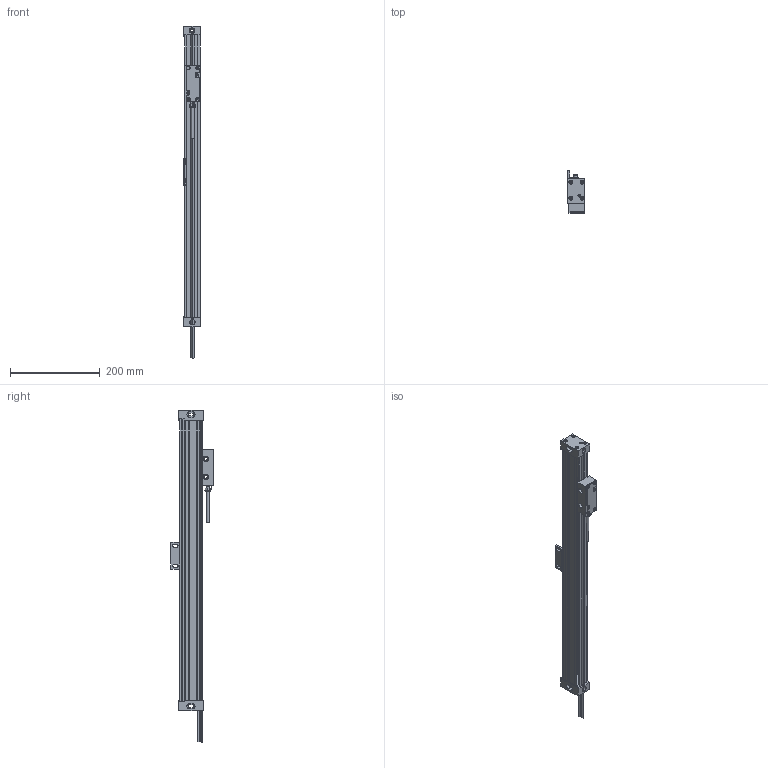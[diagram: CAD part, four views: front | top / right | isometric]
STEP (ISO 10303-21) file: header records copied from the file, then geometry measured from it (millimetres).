
FILE_DESCRIPTION(/* description */ (''),/* implementation_level */ '2;1');
FILE_NAME(/* name */ 'L35T.stp',/* time_stamp */ '2015-03-19T14:09:12+02:00',/* author */ ('EdgarasA'),/* organization */ (''),/* preprocessor_version */ 'ST-DEVELOPER v15.2',/* originating_system */ 'Autodesk Inventor 2014',/* authorisation */ '');
FILE_SCHEMA (('AUTOMOTIVE_DESIGN { 1 0 10303 214 3 1 1 }'));
Length unit declared in the file: millimetre
Products named in the file (1): L35T
Bounding box: 37.1 x 95 x 740 mm (x, y, z)
Surface area: 129463.2 mm2 (no closed solid volume)
Topology: 0 solids, 59 shells, 130 faces, 615 edges, 528 vertices
Faces by surface type: plane 92, cylinder 26, cone 11, torus 1
Full cylindrical faces by diameter (mm): 4.134 x2, 5.5 x1, 8.5 x2, 11 x8
Entity records: 6205 total; most frequent: CARTESIAN_POINT 1353, DIRECTION 931, ORIENTED_EDGE 723, EDGE_CURVE 580, VERTEX_POINT 518, LINE 367, VECTOR 367, AXIS2_PLACEMENT_3D 282
